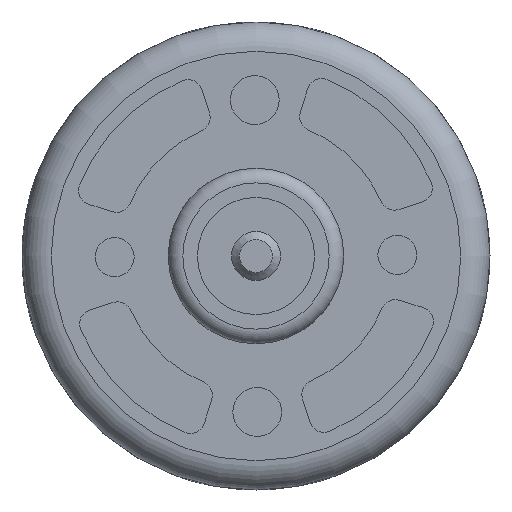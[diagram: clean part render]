
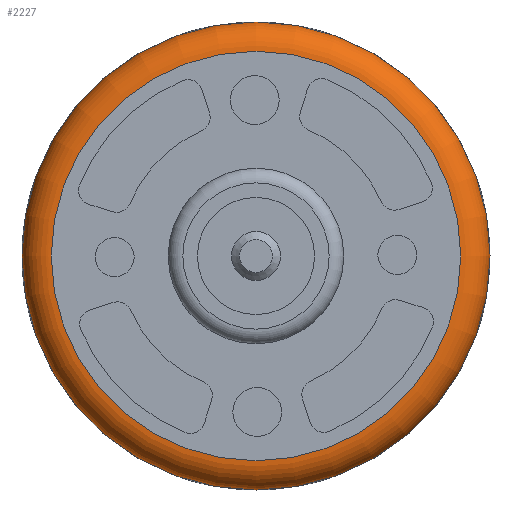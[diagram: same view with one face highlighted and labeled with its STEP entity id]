
A CAD part, left-side view. The second image highlights one B-rep face of the part: STEP entity #2227.
In plain terms, the highlighted toroidal (fillet/blend) face has major radius 21 mm and minor radius 3 mm.
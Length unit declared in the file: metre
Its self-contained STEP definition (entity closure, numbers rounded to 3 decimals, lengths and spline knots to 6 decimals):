
#13=TOROIDAL_SURFACE('',#2728,0.021,0.003);
#843=ORIENTED_EDGE('',*,*,#1330,.F.);
#844=ORIENTED_EDGE('',*,*,#1331,.F.);
#1330=EDGE_CURVE('',#1567,#1567,#1692,.T.);
#1331=EDGE_CURVE('',#1568,#1568,#1693,.T.);
#1567=VERTEX_POINT('',#4028);
#1568=VERTEX_POINT('',#4030);
#1692=CIRCLE('',#2729,0.021);
#1693=CIRCLE('',#2730,0.024);
#1824=EDGE_LOOP('',(#843));
#1825=EDGE_LOOP('',(#844));
#1996=FACE_BOUND('',#1824,.T.);
#1997=FACE_BOUND('',#1825,.T.);
#2227=ADVANCED_FACE('',(#1996,#1997),#13,.T.);
#2728=AXIS2_PLACEMENT_3D('',#4026,#3310,#3311);
#2729=AXIS2_PLACEMENT_3D('',#4027,#3312,#3313);
#2730=AXIS2_PLACEMENT_3D('',#4029,#3314,#3315);
#3310=DIRECTION('',(-1.,0.,0.));
#3311=DIRECTION('',(0.,1.,0.));
#3312=DIRECTION('',(-1.,0.,0.));
#3313=DIRECTION('',(0.,1.,0.));
#3314=DIRECTION('',(1.,0.,0.));
#3315=DIRECTION('',(0.,1.,0.));
#4026=CARTESIAN_POINT('',(-0.1605,0.03,-0.036));
#4027=CARTESIAN_POINT('',(-0.1635,0.03,-0.036));
#4028=CARTESIAN_POINT('',(-0.1635,0.051,-0.036));
#4029=CARTESIAN_POINT('',(-0.1605,0.03,-0.036));
#4030=CARTESIAN_POINT('',(-0.1605,0.054,-0.036));
